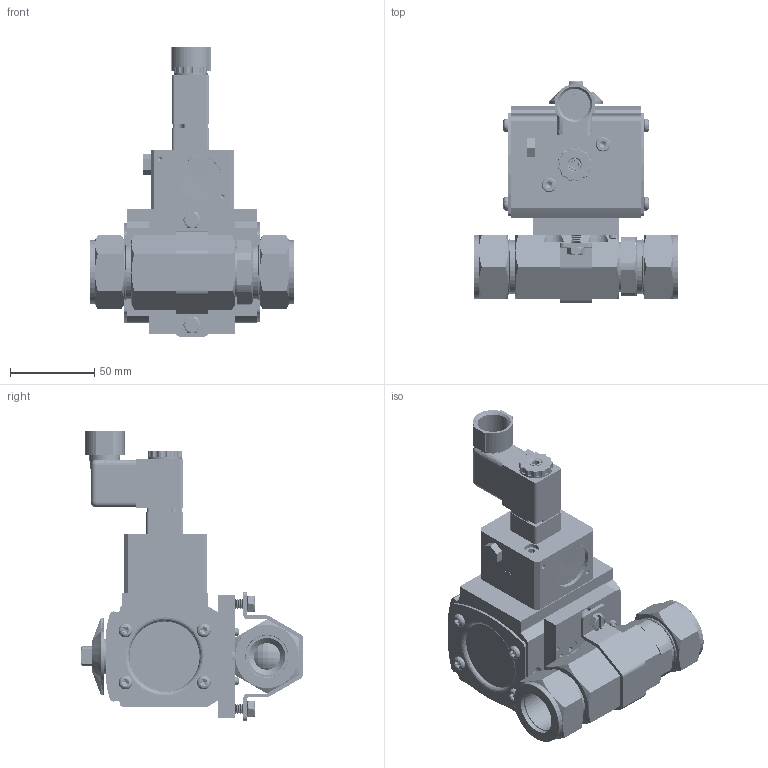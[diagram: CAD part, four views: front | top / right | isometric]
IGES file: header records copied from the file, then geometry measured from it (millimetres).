
Start section: SolidWorks IGES file using analytic representation for surfaces
Global section: file name: 8206XXC16A512D4GPDC.igs; native system: SolidWorks 2018; preprocessor: SolidWorks 2018; author: ryanm; date: 180830.134352; units: inch
Bounding box: 121.45 x 131.43 x 171.5 mm (x, y, z)
Surface area: 183868.8 mm2 (no closed solid volume)
Topology: 0 solids, 0 shells, 3960 faces, 56413 edges, 56212 vertices
Faces by surface type: revolution 2887, bspline 1073
